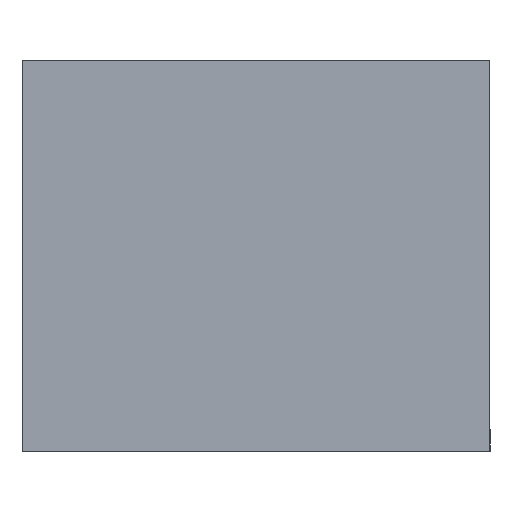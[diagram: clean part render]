
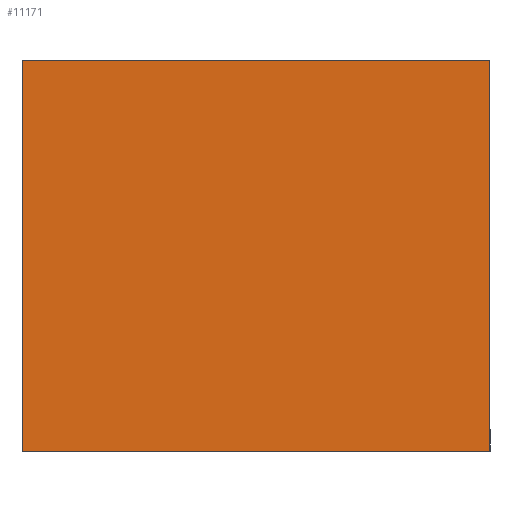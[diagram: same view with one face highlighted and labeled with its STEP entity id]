
A CAD part, front view. The second image highlights one B-rep face of the part: STEP entity #11171.
In plain terms, the highlighted planar face has unit normal (0, -1, 0).
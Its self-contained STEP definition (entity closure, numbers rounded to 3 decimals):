
#16 = DIRECTION ( 'NONE',  ( 0., 1., 0. ) ) ;
#50 = DIRECTION ( 'NONE',  ( 1., 0., 0. ) ) ;
#573 = EDGE_CURVE ( 'NONE', #9696, #12234, #10919, .T. ) ;
#1104 = VECTOR ( 'NONE', #11906, 1000. ) ;
#2337 = VERTEX_POINT ( 'NONE', #2636 ) ;
#2636 = CARTESIAN_POINT ( 'NONE',  ( 76., 0., 0. ) ) ;
#2765 = CARTESIAN_POINT ( 'NONE',  ( -76., 0., 0. ) ) ;
#2930 = AXIS2_PLACEMENT_3D ( 'NONE', #3131, #16, #3290 ) ;
#3030 = LINE ( 'NONE', #13158, #1104 ) ;
#3069 = CARTESIAN_POINT ( 'NONE',  ( -76., 0., 0. ) ) ;
#3131 = CARTESIAN_POINT ( 'NONE',  ( 0., 0., 0. ) ) ;
#3142 = CARTESIAN_POINT ( 'NONE',  ( -76., 0., -127. ) ) ;
#3290 = DIRECTION ( 'NONE',  ( 0., 0., 1. ) ) ;
#4015 = ORIENTED_EDGE ( 'NONE', *, *, #11379, .F. ) ;
#4087 = EDGE_CURVE ( 'NONE', #2337, #7921, #8658, .T. ) ;
#4247 = ORIENTED_EDGE ( 'NONE', *, *, #573, .F. ) ;
#5127 = VECTOR ( 'NONE', #50, 1000. ) ;
#6581 = EDGE_CURVE ( 'NONE', #7921, #9696, #3030, .T. ) ;
#6596 = FACE_OUTER_BOUND ( 'NONE', #10935, .T. ) ;
#7431 = DIRECTION ( 'NONE',  ( 0., 0., 1. ) ) ;
#7513 = VECTOR ( 'NONE', #10755, 1000. ) ;
#7921 = VERTEX_POINT ( 'NONE', #12990 ) ;
#8051 = LINE ( 'NONE', #9212, #5127 ) ;
#8323 = ORIENTED_EDGE ( 'NONE', *, *, #6581, .F. ) ;
#8658 = LINE ( 'NONE', #13245, #7513 ) ;
#9212 = CARTESIAN_POINT ( 'NONE',  ( -76., 0., 0. ) ) ;
#9696 = VERTEX_POINT ( 'NONE', #3142 ) ;
#9925 = PLANE ( 'NONE',  #2930 ) ;
#10755 = DIRECTION ( 'NONE',  ( 0., 0., -1. ) ) ;
#10919 = LINE ( 'NONE', #3069, #13406 ) ;
#10935 = EDGE_LOOP ( 'NONE', ( #4247, #8323, #11347, #4015 ) ) ;
#11171 = ADVANCED_FACE ( 'NONE', ( #6596 ), #9925, .F. ) ;
#11347 = ORIENTED_EDGE ( 'NONE', *, *, #4087, .F. ) ;
#11379 = EDGE_CURVE ( 'NONE', #12234, #2337, #8051, .T. ) ;
#11906 = DIRECTION ( 'NONE',  ( -1., 0., 0. ) ) ;
#12234 = VERTEX_POINT ( 'NONE', #2765 ) ;
#12990 = CARTESIAN_POINT ( 'NONE',  ( 76., 0., -127. ) ) ;
#13158 = CARTESIAN_POINT ( 'NONE',  ( 76., 0., -127. ) ) ;
#13245 = CARTESIAN_POINT ( 'NONE',  ( 76., 0., 0. ) ) ;
#13406 = VECTOR ( 'NONE', #7431, 1000. ) ;
